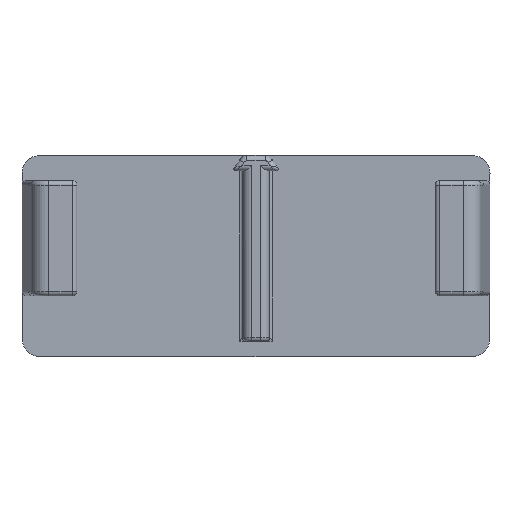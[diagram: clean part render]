
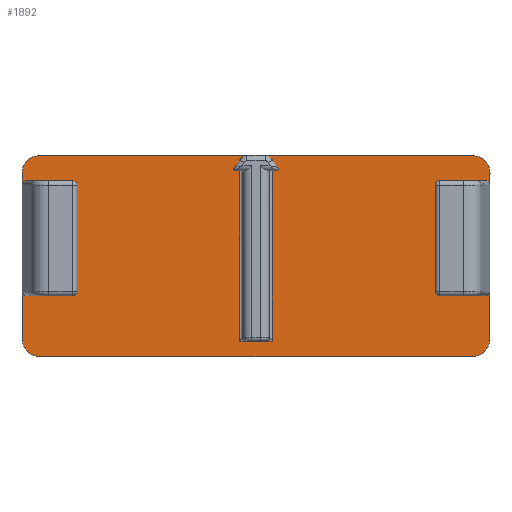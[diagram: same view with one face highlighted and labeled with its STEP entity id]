
A CAD part, front view. The second image highlights one B-rep face of the part: STEP entity #1892.
In plain terms, the highlighted planar face has unit normal (0, -1, 0).
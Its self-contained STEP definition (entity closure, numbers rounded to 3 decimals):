
#232=FACE_OUTER_BOUND('',#352,.T.);
#352=EDGE_LOOP('',(#1725,#1726,#1727,#1728,#1729,#1730,#1731,#1732,#1733,
#1734));
#441=CIRCLE('',#2115,2.);
#443=CIRCLE('',#2120,2.);
#445=CIRCLE('',#2124,2.);
#447=CIRCLE('',#2129,2.);
#578=LINE('',#3720,#727);
#581=LINE('',#3726,#730);
#585=LINE('',#3738,#734);
#589=LINE('',#3750,#738);
#592=LINE('',#3756,#741);
#596=LINE('',#3767,#745);
#727=VECTOR('',#2681,10.);
#730=VECTOR('',#2686,10.);
#734=VECTOR('',#2698,10.);
#738=VECTOR('',#2710,10.);
#741=VECTOR('',#2715,10.);
#745=VECTOR('',#2727,10.);
#902=VERTEX_POINT('',#3710);
#903=VERTEX_POINT('',#3711);
#906=VERTEX_POINT('',#3719);
#908=VERTEX_POINT('',#3725);
#910=VERTEX_POINT('',#3731);
#912=VERTEX_POINT('',#3737);
#914=VERTEX_POINT('',#3743);
#916=VERTEX_POINT('',#3749);
#918=VERTEX_POINT('',#3755);
#920=VERTEX_POINT('',#3761);
#1163=EDGE_CURVE('',#902,#903,#441,.T.);
#1167=EDGE_CURVE('',#902,#906,#578,.T.);
#1170=EDGE_CURVE('',#906,#908,#581,.T.);
#1173=EDGE_CURVE('',#910,#908,#443,.T.);
#1176=EDGE_CURVE('',#912,#910,#585,.T.);
#1179=EDGE_CURVE('',#914,#912,#445,.T.);
#1182=EDGE_CURVE('',#916,#914,#589,.T.);
#1185=EDGE_CURVE('',#918,#916,#592,.T.);
#1188=EDGE_CURVE('',#920,#918,#447,.T.);
#1191=EDGE_CURVE('',#903,#920,#596,.T.);
#1725=ORIENTED_EDGE('',*,*,#1191,.F.);
#1726=ORIENTED_EDGE('',*,*,#1163,.F.);
#1727=ORIENTED_EDGE('',*,*,#1167,.T.);
#1728=ORIENTED_EDGE('',*,*,#1170,.T.);
#1729=ORIENTED_EDGE('',*,*,#1173,.F.);
#1730=ORIENTED_EDGE('',*,*,#1176,.F.);
#1731=ORIENTED_EDGE('',*,*,#1179,.F.);
#1732=ORIENTED_EDGE('',*,*,#1182,.F.);
#1733=ORIENTED_EDGE('',*,*,#1185,.F.);
#1734=ORIENTED_EDGE('',*,*,#1188,.F.);
#1772=PLANE('',#2133);
#1892=ADVANCED_FACE('',(#232),#1772,.F.);
#2115=AXIS2_PLACEMENT_3D('',#3712,#2673,#2674);
#2120=AXIS2_PLACEMENT_3D('',#3732,#2691,#2692);
#2124=AXIS2_PLACEMENT_3D('',#3744,#2703,#2704);
#2129=AXIS2_PLACEMENT_3D('',#3762,#2720,#2721);
#2133=AXIS2_PLACEMENT_3D('',#3770,#2731,#2732);
#2673=DIRECTION('center_axis',(0.,1.,0.));
#2674=DIRECTION('ref_axis',(-1.,0.,-0.012));
#2681=DIRECTION('',(0.012,0.,-1.));
#2686=DIRECTION('',(0.,0.,-1.));
#2691=DIRECTION('center_axis',(0.,1.,0.));
#2692=DIRECTION('ref_axis',(0.,0.,
-1.));
#2698=DIRECTION('',(-1.,0.,0.));
#2703=DIRECTION('center_axis',(0.,1.,0.));
#2704=DIRECTION('ref_axis',(1.,0.,0.));
#2710=DIRECTION('',(0.,0.,-1.));
#2715=DIRECTION('',(-0.012,0.,-1.));
#2720=DIRECTION('center_axis',(0.,1.,0.));
#2721=DIRECTION('ref_axis',(0.,0.,
1.));
#2727=DIRECTION('',(1.,0.,0.));
#2731=DIRECTION('center_axis',(0.,1.,0.));
#2732=DIRECTION('ref_axis',(-1.,0.,0.));
#3710=CARTESIAN_POINT('',(-22.935,-4.323,27.549));
#3711=CARTESIAN_POINT('',(-20.935,-4.323,29.574));
#3712=CARTESIAN_POINT('Origin',(-20.935,-4.323,27.574));
#3719=CARTESIAN_POINT('',(-22.918,-4.323,26.237));
#3720=CARTESIAN_POINT('',(-22.935,-4.323,27.549));
#3725=CARTESIAN_POINT('',(-22.918,-4.323,9.));
#3726=CARTESIAN_POINT('',(-22.918,-4.323,14.317));
#3731=CARTESIAN_POINT('',(-20.918,-4.323,7.));
#3732=CARTESIAN_POINT('Origin',(-20.918,-4.323,9.));
#3737=CARTESIAN_POINT('',(27.598,-4.323,7.));
#3738=CARTESIAN_POINT('',(27.598,-4.323,7.));
#3743=CARTESIAN_POINT('',(29.598,-4.323,9.));
#3744=CARTESIAN_POINT('Origin',(27.598,-4.323,9.));
#3749=CARTESIAN_POINT('',(29.598,-4.323,26.237));
#3750=CARTESIAN_POINT('',(29.598,-4.323,26.237));
#3755=CARTESIAN_POINT('',(29.614,-4.323,27.549));
#3756=CARTESIAN_POINT('',(29.614,-4.323,27.549));
#3761=CARTESIAN_POINT('',(27.614,-4.323,29.574));
#3762=CARTESIAN_POINT('Origin',(27.614,-4.323,27.574));
#3767=CARTESIAN_POINT('',(2.281,-4.323,29.574));
#3770=CARTESIAN_POINT('Origin',(3.34,-4.323,18.287));
